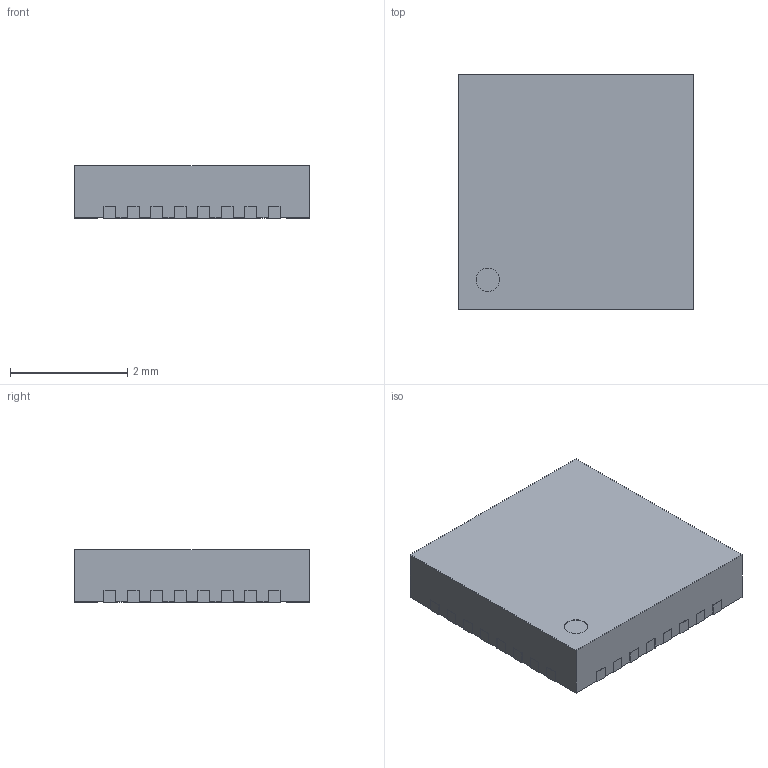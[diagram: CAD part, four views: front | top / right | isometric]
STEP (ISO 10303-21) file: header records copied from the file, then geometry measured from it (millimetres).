
FILE_DESCRIPTION (( 'STEP AP214' ), '1' );
FILE_NAME ('C3E368EB-A820-48A2-A903-8ABB66E1F00D.STEP', '2025-07-10T02:02:09', ( '' ), ( '' ), 'SwSTEP 2.0', 'SolidWorks 2022', '' );
FILE_SCHEMA (( 'AUTOMOTIVE_DESIGN' ));
Length unit declared in the file: millimetre
Products named in the file (1): C3E368EB-A820-48A2-A903-8ABB66E1F00D
Bounding box: 4.01 x 4.01 x 0.9 mm (x, y, z)
Volume: 14.3 mm3; surface area: 46.8 mm2
Topology: 1 solids, 1 shells, 274 faces, 810 edges, 540 vertices
Faces by surface type: plane 205, cylinder 69
Entity records: 9225 total; most frequent: CARTESIAN_POINT 1625, ORIENTED_EDGE 1620, DIRECTION 1498, EDGE_CURVE 810, VECTOR 672, LINE 672, VERTEX_POINT 540, AXIS2_PLACEMENT_3D 413
